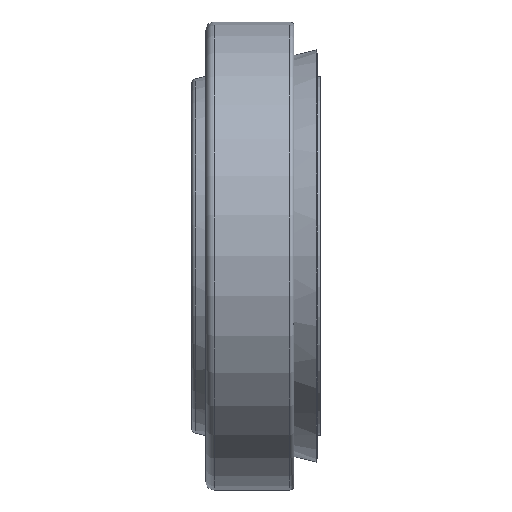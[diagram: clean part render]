
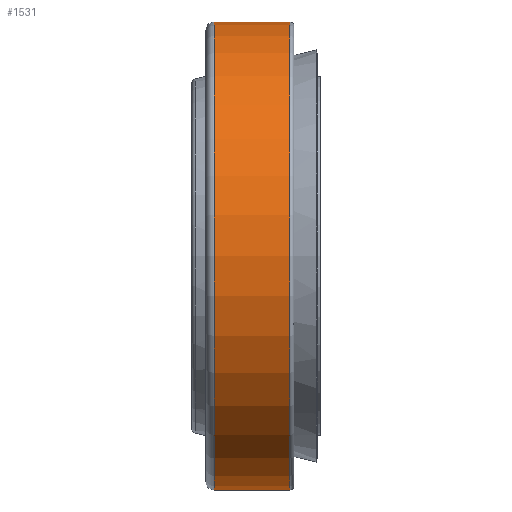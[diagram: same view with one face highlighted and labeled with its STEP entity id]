
A CAD part, top view. The second image highlights one B-rep face of the part: STEP entity #1531.
In plain terms, the highlighted cylindrical face has radius 42.5 mm (diameter 85 mm), a partial arc.
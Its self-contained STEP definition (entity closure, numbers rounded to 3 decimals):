
#1531=ADVANCED_FACE('',(#3057),#3058,.T.);
#3057=FACE_OUTER_BOUND('',#4595,.T.);
#3058=CYLINDRICAL_SURFACE('',#4596,42.5);
#4595=EDGE_LOOP('',(#8791,#8792,#8793,#8794));
#4596=AXIS2_PLACEMENT_3D('',#8795,#8796,#8797);
#8791=ORIENTED_EDGE('',*,*,#9767,.T.);
#8792=ORIENTED_EDGE('',*,*,#10447,.F.);
#8793=ORIENTED_EDGE('',*,*,#9769,.T.);
#8794=ORIENTED_EDGE('',*,*,#10445,.T.);
#8795=CARTESIAN_POINT('',(6.63,0.0,0.0));
#8796=DIRECTION('',(1.0,0.0,0.0));
#8797=DIRECTION('',(0.0,1.0,0.));
#9767=EDGE_CURVE('',#11840,#11831,#11841,.T.);
#9769=EDGE_CURVE('',#11834,#11842,#11844,.T.);
#10445=EDGE_CURVE('',#11842,#11840,#12846,.T.);
#10447=EDGE_CURVE('',#11834,#11831,#12848,.T.);
#11831=VERTEX_POINT('',#14740);
#11834=VERTEX_POINT('',#14743);
#11840=VERTEX_POINT('',#14749);
#11841=LINE('',#14750,#14751);
#11842=VERTEX_POINT('',#14752);
#11844=LINE('',#14754,#14755);
#12846=CIRCLE('',#16207,42.5);
#12848=CIRCLE('',#16209,42.5);
#14740=CARTESIAN_POINT('',(-0.23,42.5,0.));
#14743=CARTESIAN_POINT('',(-0.23,-42.5,0.));
#14749=CARTESIAN_POINT('',(13.49,42.5,0.));
#14750=CARTESIAN_POINT('',(6.63,42.5,0.));
#14751=VECTOR('',#17164,1.0);
#14752=CARTESIAN_POINT('',(13.49,-42.5,0.));
#14754=CARTESIAN_POINT('',(6.63,-42.5,0.));
#14755=VECTOR('',#17168,1.0);
#16207=AXIS2_PLACEMENT_3D('',#17742,#17743,#17744);
#16209=AXIS2_PLACEMENT_3D('',#17745,#17746,#17747);
#17164=DIRECTION('',(-1.0,0.0,0.0));
#17168=DIRECTION('',(1.0,0.0,0.0));
#17742=CARTESIAN_POINT('',(13.49,0.0,0.0));
#17743=DIRECTION('',(-1.0,0.0,0.0));
#17744=DIRECTION('',(0.0,1.0,0.));
#17745=CARTESIAN_POINT('',(-0.23,0.0,0.0));
#17746=DIRECTION('',(-1.0,0.0,0.0));
#17747=DIRECTION('',(0.0,1.0,0.));
